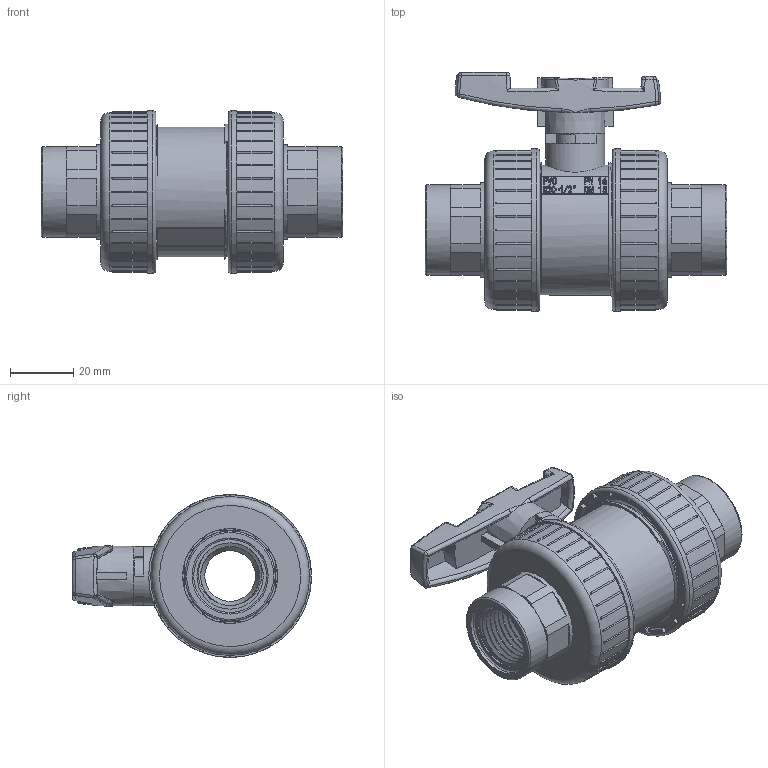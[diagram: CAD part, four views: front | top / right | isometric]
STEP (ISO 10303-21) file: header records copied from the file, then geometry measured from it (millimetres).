
FILE_DESCRIPTION(/* description */ (''),/* implementation_level */ '2;1');
FILE_NAME(/* name */ 'AK0972.000.020.step',/* time_stamp */ '2025-12-30T09:25:17+01:00',/* author */ (''),/* organization */ (''),/* preprocessor_version */ 'ST-DEVELOPER v20.1',/* originating_system */ 'Autodesk Translation Framework v14.21.0.0',/* authorisation */ '');
FILE_SCHEMA (('AUTOMOTIVE_DESIGN { 1 0 10303 214 3 1 1 }'));
Products named in the file (1): 2025-12-30-08-12-18-389
Bounding box: 95.11 x 75.44 x 51.39 mm (x, y, z)
Volume: 96654.4 mm3; surface area: 64845.7 mm2
Topology: 16 solids, 16 shells, 1188 faces, 3272 edges, 2129 vertices
Faces by surface type: plane 563, cylinder 288, bspline 188, sphere 85, torus 55, cone 9
Full cylindrical faces by diameter (mm): 1.147 x1, 1.53 x1, 9.293 x4, 11.48 x3, 12.027 x1, 12.573 x2, 13.667 x1, 16 x2, 18.6 x2, 18.631 x16, 18.661 x1, 20.773 x1, 20.955 x16, 21.32 x2, 21.867 x2, 24 x2, 24.709 x3, 25.147 x1, 25.693 x3, 27.661 x3, 27.88 x1, 28.5 x2, 29.8 x2, 30 x2, 30.34 x1, 30.69 x3, 32.472 x3, 33.62 x1, 35.533 x1, 36.08 x4
Entity records: 65289 total; most frequent: CARTESIAN_POINT 35970, ORIENTED_EDGE 6444, DIRECTION 5711, EDGE_CURVE 3222, VERTEX_POINT 2129, AXIS2_PLACEMENT_3D 2118, LINE 1475, VECTOR 1475
